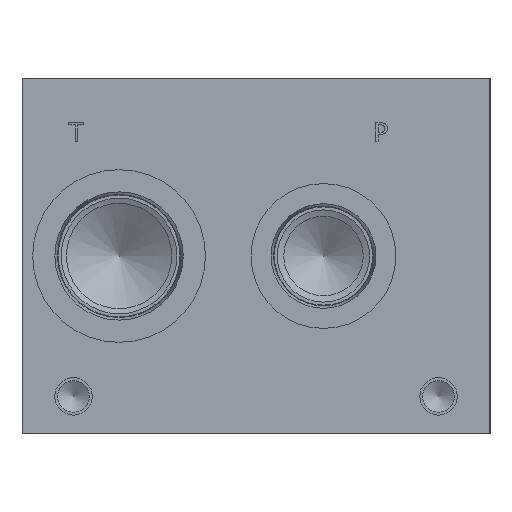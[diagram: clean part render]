
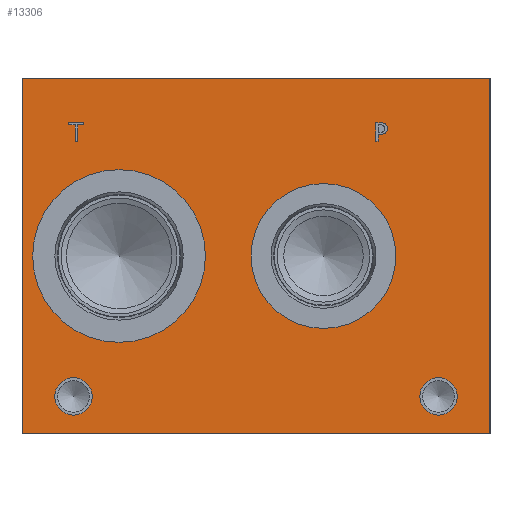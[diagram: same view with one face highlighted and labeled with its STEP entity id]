
A CAD part, left-side view. The second image highlights one B-rep face of the part: STEP entity #13306.
In plain terms, the highlighted planar face has unit normal (-1, 0, 0).
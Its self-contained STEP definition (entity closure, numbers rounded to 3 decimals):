
#212=CIRCLE('',#13883,29.286);
#213=CIRCLE('',#13884,29.286);
#214=CIRCLE('',#13885,24.562);
#215=CIRCLE('',#13886,24.562);
#216=CIRCLE('',#13887,6.35);
#217=CIRCLE('',#13888,6.35);
#218=CIRCLE('',#13889,6.35);
#219=CIRCLE('',#13890,6.35);
#880=B_SPLINE_CURVE_WITH_KNOTS('',2,(#22195,#22196,#22197,#22198),
 .UNSPECIFIED.,.F.,.F.,(3,1,3),(0.,1.,2.),.UNSPECIFIED.);
#882=B_SPLINE_CURVE_WITH_KNOTS('',2,(#22216,#22217,#22218,#22219),
 .UNSPECIFIED.,.F.,.F.,(3,1,3),(0.,1.,2.),.UNSPECIFIED.);
#884=B_SPLINE_CURVE_WITH_KNOTS('',2,(#22265,#22266,#22267,#22268),
 .UNSPECIFIED.,.F.,.F.,(3,1,3),(0.,1.,2.),.UNSPECIFIED.);
#886=B_SPLINE_CURVE_WITH_KNOTS('',2,(#22283,#22284,#22285,#22286),
 .UNSPECIFIED.,.F.,.F.,(3,1,3),(0.,1.,2.),.UNSPECIFIED.);
#1108=FACE_BOUND('',#2416,.T.);
#1109=FACE_BOUND('',#2417,.T.);
#1110=FACE_BOUND('',#2418,.T.);
#1111=FACE_BOUND('',#2419,.T.);
#1112=FACE_BOUND('',#2420,.T.);
#1113=FACE_BOUND('',#2421,.T.);
#1653=FACE_OUTER_BOUND('',#2415,.T.);
#2415=EDGE_LOOP('',(#10833,#10834,#10835,#10836));
#2416=EDGE_LOOP('',(#10837,#10838));
#2417=EDGE_LOOP('',(#10839,#10840));
#2418=EDGE_LOOP('',(#10841,#10842));
#2419=EDGE_LOOP('',(#10843,#10844));
#2420=EDGE_LOOP('',(#10845,#10846,#10847,#10848,#10849,#10850,#10851,#10852));
#2421=EDGE_LOOP('',(#10853,#10854,#10855,#10856,#10857,#10858,#10859,#10860,
#10861));
#2784=LINE('',#17841,#3964);
#3670=LINE('',#22228,#4850);
#3673=LINE('',#22234,#4853);
#3676=LINE('',#22240,#4856);
#3679=LINE('',#22246,#4859);
#3682=LINE('',#22252,#4862);
#3686=LINE('',#22294,#4866);
#3687=LINE('',#22296,#4867);
#3688=LINE('',#22297,#4868);
#3689=LINE('',#22316,#4869);
#3690=LINE('',#22318,#4870);
#3691=LINE('',#22320,#4871);
#3692=LINE('',#22322,#4872);
#3693=LINE('',#22324,#4873);
#3694=LINE('',#22326,#4874);
#3695=LINE('',#22328,#4875);
#3696=LINE('',#22329,#4876);
#3964=VECTOR('',#14573,10.);
#4850=VECTOR('',#16071,10.);
#4853=VECTOR('',#16076,10.);
#4856=VECTOR('',#16081,10.);
#4859=VECTOR('',#16086,10.);
#4862=VECTOR('',#16091,10.);
#4866=VECTOR('',#16099,10.);
#4867=VECTOR('',#16100,10.);
#4868=VECTOR('',#16101,10.);
#4869=VECTOR('',#16118,10.);
#4870=VECTOR('',#16119,10.);
#4871=VECTOR('',#16120,10.);
#4872=VECTOR('',#16121,10.);
#4873=VECTOR('',#16122,10.);
#4874=VECTOR('',#16123,10.);
#4875=VECTOR('',#16124,10.);
#4876=VECTOR('',#16125,10.);
#5137=VERTEX_POINT('',#17834);
#5140=VERTEX_POINT('',#17839);
#5945=VERTEX_POINT('',#22193);
#5946=VERTEX_POINT('',#22194);
#5949=VERTEX_POINT('',#22215);
#5951=VERTEX_POINT('',#22227);
#5953=VERTEX_POINT('',#22233);
#5955=VERTEX_POINT('',#22239);
#5957=VERTEX_POINT('',#22245);
#5959=VERTEX_POINT('',#22251);
#5961=VERTEX_POINT('',#22264);
#5963=VERTEX_POINT('',#22293);
#5964=VERTEX_POINT('',#22295);
#5965=VERTEX_POINT('',#22298);
#5966=VERTEX_POINT('',#22299);
#5967=VERTEX_POINT('',#22302);
#5968=VERTEX_POINT('',#22303);
#5969=VERTEX_POINT('',#22306);
#5970=VERTEX_POINT('',#22307);
#5971=VERTEX_POINT('',#22310);
#5972=VERTEX_POINT('',#22311);
#5973=VERTEX_POINT('',#22314);
#5974=VERTEX_POINT('',#22315);
#5975=VERTEX_POINT('',#22317);
#5976=VERTEX_POINT('',#22319);
#5977=VERTEX_POINT('',#22321);
#5978=VERTEX_POINT('',#22323);
#5979=VERTEX_POINT('',#22325);
#5980=VERTEX_POINT('',#22327);
#6466=EDGE_CURVE('',#5137,#5140,#2784,.T.);
#7663=EDGE_CURVE('',#5945,#5946,#880,.T.);
#7667=EDGE_CURVE('',#5949,#5945,#882,.T.);
#7670=EDGE_CURVE('',#5951,#5949,#3670,.T.);
#7673=EDGE_CURVE('',#5953,#5951,#3673,.T.);
#7676=EDGE_CURVE('',#5955,#5953,#3676,.T.);
#7679=EDGE_CURVE('',#5957,#5955,#3679,.T.);
#7682=EDGE_CURVE('',#5959,#5957,#3682,.T.);
#7685=EDGE_CURVE('',#5961,#5959,#884,.T.);
#7688=EDGE_CURVE('',#5946,#5961,#886,.T.);
#7690=EDGE_CURVE('',#5963,#5137,#3686,.T.);
#7691=EDGE_CURVE('',#5964,#5140,#3687,.T.);
#7692=EDGE_CURVE('',#5963,#5964,#3688,.T.);
#7693=EDGE_CURVE('',#5965,#5966,#212,.T.);
#7694=EDGE_CURVE('',#5966,#5965,#213,.T.);
#7695=EDGE_CURVE('',#5967,#5968,#214,.T.);
#7696=EDGE_CURVE('',#5968,#5967,#215,.T.);
#7697=EDGE_CURVE('',#5969,#5970,#216,.T.);
#7698=EDGE_CURVE('',#5970,#5969,#217,.T.);
#7699=EDGE_CURVE('',#5971,#5972,#218,.T.);
#7700=EDGE_CURVE('',#5972,#5971,#219,.T.);
#7701=EDGE_CURVE('',#5973,#5974,#3689,.T.);
#7702=EDGE_CURVE('',#5974,#5975,#3690,.T.);
#7703=EDGE_CURVE('',#5975,#5976,#3691,.T.);
#7704=EDGE_CURVE('',#5976,#5977,#3692,.T.);
#7705=EDGE_CURVE('',#5977,#5978,#3693,.T.);
#7706=EDGE_CURVE('',#5978,#5979,#3694,.T.);
#7707=EDGE_CURVE('',#5979,#5980,#3695,.T.);
#7708=EDGE_CURVE('',#5980,#5973,#3696,.T.);
#10833=ORIENTED_EDGE('',*,*,#7690,.T.);
#10834=ORIENTED_EDGE('',*,*,#6466,.T.);
#10835=ORIENTED_EDGE('',*,*,#7691,.F.);
#10836=ORIENTED_EDGE('',*,*,#7692,.F.);
#10837=ORIENTED_EDGE('',*,*,#7693,.T.);
#10838=ORIENTED_EDGE('',*,*,#7694,.T.);
#10839=ORIENTED_EDGE('',*,*,#7695,.T.);
#10840=ORIENTED_EDGE('',*,*,#7696,.T.);
#10841=ORIENTED_EDGE('',*,*,#7697,.T.);
#10842=ORIENTED_EDGE('',*,*,#7698,.T.);
#10843=ORIENTED_EDGE('',*,*,#7699,.T.);
#10844=ORIENTED_EDGE('',*,*,#7700,.T.);
#10845=ORIENTED_EDGE('',*,*,#7701,.T.);
#10846=ORIENTED_EDGE('',*,*,#7702,.T.);
#10847=ORIENTED_EDGE('',*,*,#7703,.T.);
#10848=ORIENTED_EDGE('',*,*,#7704,.T.);
#10849=ORIENTED_EDGE('',*,*,#7705,.T.);
#10850=ORIENTED_EDGE('',*,*,#7706,.T.);
#10851=ORIENTED_EDGE('',*,*,#7707,.T.);
#10852=ORIENTED_EDGE('',*,*,#7708,.T.);
#10853=ORIENTED_EDGE('',*,*,#7663,.T.);
#10854=ORIENTED_EDGE('',*,*,#7688,.T.);
#10855=ORIENTED_EDGE('',*,*,#7685,.T.);
#10856=ORIENTED_EDGE('',*,*,#7682,.T.);
#10857=ORIENTED_EDGE('',*,*,#7679,.T.);
#10858=ORIENTED_EDGE('',*,*,#7676,.T.);
#10859=ORIENTED_EDGE('',*,*,#7673,.T.);
#10860=ORIENTED_EDGE('',*,*,#7670,.T.);
#10861=ORIENTED_EDGE('',*,*,#7667,.T.);
#12307=PLANE('',#13882);
#13306=ADVANCED_FACE('',(#1653,#1108,#1109,#1110,#1111,#1112,#1113),#12307,
 .T.);
#13882=AXIS2_PLACEMENT_3D('',#22292,#16097,#16098);
#13883=AXIS2_PLACEMENT_3D('',#22300,#16102,#16103);
#13884=AXIS2_PLACEMENT_3D('',#22301,#16104,#16105);
#13885=AXIS2_PLACEMENT_3D('',#22304,#16106,#16107);
#13886=AXIS2_PLACEMENT_3D('',#22305,#16108,#16109);
#13887=AXIS2_PLACEMENT_3D('',#22308,#16110,#16111);
#13888=AXIS2_PLACEMENT_3D('',#22309,#16112,#16113);
#13889=AXIS2_PLACEMENT_3D('',#22312,#16114,#16115);
#13890=AXIS2_PLACEMENT_3D('',#22313,#16116,#16117);
#14573=DIRECTION('',(0.,0.,1.));
#16071=DIRECTION('',(0.,-1.,0.));
#16076=DIRECTION('',(0.,0.,1.));
#16081=DIRECTION('',(0.,1.,0.));
#16086=DIRECTION('',(0.,0.,-1.));
#16091=DIRECTION('',(0.,1.,0.));
#16097=DIRECTION('center_axis',(-1.,0.,0.));
#16098=DIRECTION('ref_axis',(0.,-1.,0.));
#16099=DIRECTION('',(0.,-1.,0.));
#16100=DIRECTION('',(0.,-1.,0.));
#16101=DIRECTION('',(0.,0.,1.));
#16102=DIRECTION('center_axis',(1.,0.,0.));
#16103=DIRECTION('ref_axis',(0.,0.,1.));
#16104=DIRECTION('center_axis',(1.,0.,0.));
#16105=DIRECTION('ref_axis',(0.,0.,1.));
#16106=DIRECTION('center_axis',(1.,0.,0.));
#16107=DIRECTION('ref_axis',(0.,0.,1.));
#16108=DIRECTION('center_axis',(1.,0.,0.));
#16109=DIRECTION('ref_axis',(0.,0.,1.));
#16110=DIRECTION('center_axis',(1.,0.,0.));
#16111=DIRECTION('ref_axis',(0.,1.,0.));
#16112=DIRECTION('center_axis',(1.,0.,0.));
#16113=DIRECTION('ref_axis',(0.,1.,0.));
#16114=DIRECTION('center_axis',(1.,0.,0.));
#16115=DIRECTION('ref_axis',(0.,1.,0.));
#16116=DIRECTION('center_axis',(1.,0.,0.));
#16117=DIRECTION('ref_axis',(0.,1.,0.));
#16118=DIRECTION('',(0.,1.,0.));
#16119=DIRECTION('',(0.,0.,1.));
#16120=DIRECTION('',(0.,1.,0.));
#16121=DIRECTION('',(0.,0.,1.));
#16122=DIRECTION('',(0.,-1.,0.));
#16123=DIRECTION('',(0.,0.,-1.));
#16124=DIRECTION('',(0.,1.,0.));
#16125=DIRECTION('',(0.,0.,-1.));
#17834=CARTESIAN_POINT('',(0.,0.,0.));
#17839=CARTESIAN_POINT('',(0.,0.,120.65));
#17841=CARTESIAN_POINT('',(0.,0.,0.));
#22193=CARTESIAN_POINT('',(0.,35.571,105.141));
#22194=CARTESIAN_POINT('',(0.,34.815,103.623));
#22195=CARTESIAN_POINT('Ctrl Pts',(0.,35.571,105.141));
#22196=CARTESIAN_POINT('Ctrl Pts',(0.,35.216,104.899));
#22197=CARTESIAN_POINT('Ctrl Pts',(0.,34.815,104.153));
#22198=CARTESIAN_POINT('Ctrl Pts',(0.,34.815,103.623));
#22215=CARTESIAN_POINT('',(0.,37.233,105.537));
#22216=CARTESIAN_POINT('Ctrl Pts',(0.,37.233,105.537));
#22217=CARTESIAN_POINT('Ctrl Pts',(0.,36.667,105.537));
#22218=CARTESIAN_POINT('Ctrl Pts',(0.,35.875,105.352));
#22219=CARTESIAN_POINT('Ctrl Pts',(0.,35.571,105.141));
#22227=CARTESIAN_POINT('',(0.,38.828,105.537));
#22228=CARTESIAN_POINT('',(0.,98.789,105.537));
#22233=CARTESIAN_POINT('',(0.,38.828,99.187));
#22234=CARTESIAN_POINT('',(0.,38.828,49.593));
#22239=CARTESIAN_POINT('',(0.,37.984,99.187));
#22240=CARTESIAN_POINT('',(0.,98.367,99.187));
#22245=CARTESIAN_POINT('',(0.,37.984,101.554));
#22246=CARTESIAN_POINT('',(0.,37.984,50.777));
#22251=CARTESIAN_POINT('',(0.,37.269,101.554));
#22252=CARTESIAN_POINT('',(0.,98.01,101.554));
#22264=CARTESIAN_POINT('',(0.,35.37,102.213));
#22265=CARTESIAN_POINT('Ctrl Pts',(0.,35.37,102.213));
#22266=CARTESIAN_POINT('Ctrl Pts',(0.,35.7,101.889));
#22267=CARTESIAN_POINT('Ctrl Pts',(0.,36.59,101.554));
#22268=CARTESIAN_POINT('Ctrl Pts',(0.,37.269,101.554));
#22283=CARTESIAN_POINT('Ctrl Pts',(0.,34.815,103.623));
#22284=CARTESIAN_POINT('Ctrl Pts',(0.,34.815,103.211));
#22285=CARTESIAN_POINT('Ctrl Pts',(0.,35.108,102.47));
#22286=CARTESIAN_POINT('Ctrl Pts',(0.,35.37,102.213));
#22292=CARTESIAN_POINT('Origin',(0.,158.75,0.));
#22293=CARTESIAN_POINT('',(0.,158.75,0.));
#22294=CARTESIAN_POINT('',(0.,158.75,0.));
#22295=CARTESIAN_POINT('',(0.,158.75,120.65));
#22296=CARTESIAN_POINT('',(0.,158.75,120.65));
#22297=CARTESIAN_POINT('',(0.,158.75,0.));
#22298=CARTESIAN_POINT('',(0.,125.832,89.611));
#22299=CARTESIAN_POINT('',(0.,125.832,31.039));
#22300=CARTESIAN_POINT('Origin',(0.,125.832,60.325));
#22301=CARTESIAN_POINT('Origin',(0.,125.832,60.325));
#22302=CARTESIAN_POINT('',(0.,56.49,84.887));
#22303=CARTESIAN_POINT('',(0.,56.49,35.763));
#22304=CARTESIAN_POINT('Origin',(0.,56.49,60.325));
#22305=CARTESIAN_POINT('Origin',(0.,56.49,60.325));
#22306=CARTESIAN_POINT('',(0.,147.625,12.7));
#22307=CARTESIAN_POINT('',(0.,134.925,12.7));
#22308=CARTESIAN_POINT('Origin',(0.,141.275,12.7));
#22309=CARTESIAN_POINT('Origin',(0.,141.275,12.7));
#22310=CARTESIAN_POINT('',(0.,23.8,12.7));
#22311=CARTESIAN_POINT('',(0.,11.1,12.7));
#22312=CARTESIAN_POINT('Origin',(0.,17.45,12.7));
#22313=CARTESIAN_POINT('Origin',(0.,17.45,12.7));
#22314=CARTESIAN_POINT('',(0.,139.88,99.187));
#22315=CARTESIAN_POINT('',(0.,140.724,99.187));
#22316=CARTESIAN_POINT('',(0.,149.315,99.187));
#22317=CARTESIAN_POINT('',(0.,140.724,104.786));
#22318=CARTESIAN_POINT('',(0.,140.724,49.594));
#22319=CARTESIAN_POINT('',(0.,142.855,104.786));
#22320=CARTESIAN_POINT('',(0.,149.737,104.786));
#22321=CARTESIAN_POINT('',(0.,142.855,105.537));
#22322=CARTESIAN_POINT('',(0.,142.855,52.393));
#22323=CARTESIAN_POINT('',(0.,137.75,105.537));
#22324=CARTESIAN_POINT('',(0.,150.802,105.537));
#22325=CARTESIAN_POINT('',(0.,137.75,104.786));
#22326=CARTESIAN_POINT('',(0.,137.75,52.768));
#22327=CARTESIAN_POINT('',(0.,139.88,104.786));
#22328=CARTESIAN_POINT('',(0.,148.25,104.786));
#22329=CARTESIAN_POINT('',(0.,139.88,52.393));
